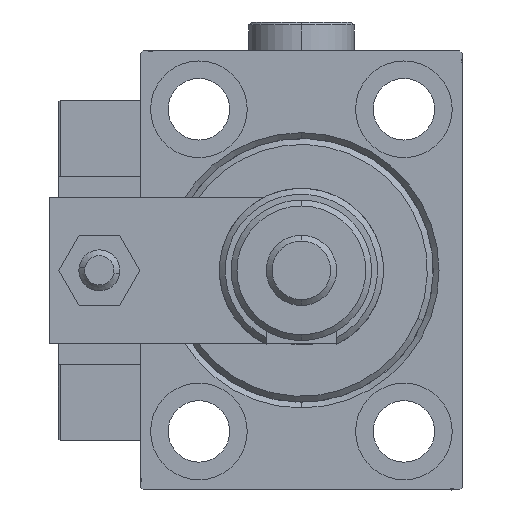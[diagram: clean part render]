
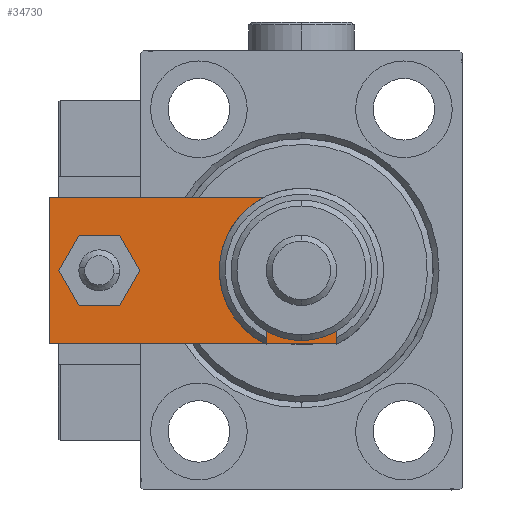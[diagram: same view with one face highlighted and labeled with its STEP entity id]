
A CAD part, left-side view. The second image highlights one B-rep face of the part: STEP entity #34730.
In plain terms, the highlighted face is planar.
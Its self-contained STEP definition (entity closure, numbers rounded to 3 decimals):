
#334 = ORIENTED_EDGE ( 'NONE', *, *, #17031, .T. ) ;
#635 = ORIENTED_EDGE ( 'NONE', *, *, #1409, .T. ) ;
#818 = EDGE_LOOP ( 'NONE', ( #7933, #19415 ) ) ;
#1409 = EDGE_CURVE ( 'NONE', #28487, #1834, #9620, .T. ) ;
#1742 = CARTESIAN_POINT ( 'NONE',  ( -12.5, 55., 6. ) ) ;
#1834 = VERTEX_POINT ( 'NONE', #34908 ) ;
#1883 = CIRCLE ( 'NONE', #26481, 8.25 ) ;
#1907 = LINE ( 'NONE', #31621, #24721 ) ;
#2674 = DIRECTION ( 'NONE',  ( 0., 0., 1. ) ) ;
#2763 = DIRECTION ( 'NONE',  ( -1., 0., 0. ) ) ;
#3321 = AXIS2_PLACEMENT_3D ( 'NONE', #50757, #51031, #13355 ) ;
#3916 = ORIENTED_EDGE ( 'NONE', *, *, #47578, .F. ) ;
#5134 = CARTESIAN_POINT ( 'NONE',  ( -3.42, -3.42, 6. ) ) ;
#5210 = VECTOR ( 'NONE', #49536, 1000. ) ;
#5482 = CARTESIAN_POINT ( 'NONE',  ( -6.84, 0., 6. ) ) ;
#6264 = EDGE_CURVE ( 'NONE', #34727, #13636, #49030, .T. ) ;
#6886 = CARTESIAN_POINT ( 'NONE',  ( 12.5, 55., 6. ) ) ;
#7545 = CARTESIAN_POINT ( 'NONE',  ( -12.5, 55., 6. ) ) ;
#7773 = CARTESIAN_POINT ( 'NONE',  ( -4., 46.5, 6. ) ) ;
#7933 = ORIENTED_EDGE ( 'NONE', *, *, #21750, .F. ) ;
#8040 = CARTESIAN_POINT ( 'NONE',  ( 0., 0., 6. ) ) ;
#8313 = ORIENTED_EDGE ( 'NONE', *, *, #51817, .T. ) ;
#9125 = DIRECTION ( 'NONE',  ( 1., 0., 0. ) ) ;
#9214 = CARTESIAN_POINT ( 'NONE',  ( 4., 46.5, 6. ) ) ;
#9345 = EDGE_CURVE ( 'NONE', #11481, #19563, #11314, .T. ) ;
#9620 = LINE ( 'NONE', #38823, #51955 ) ;
#10287 = ORIENTED_EDGE ( 'NONE', *, *, #25189, .T. ) ;
#10787 = LINE ( 'NONE', #1742, #30538 ) ;
#10954 = VECTOR ( 'NONE', #2763, 1000. ) ;
#11042 = CARTESIAN_POINT ( 'NONE',  ( 0., 46.5, 6. ) ) ;
#11186 = DIRECTION ( 'NONE',  ( 1., 0., 0. ) ) ;
#11314 = LINE ( 'NONE', #32798, #5210 ) ;
#11481 = VERTEX_POINT ( 'NONE', #52738 ) ;
#12164 = FACE_BOUND ( 'NONE', #818, .T. ) ;
#12991 = EDGE_CURVE ( 'NONE', #17098, #49454, #1883, .T. ) ;
#13355 = DIRECTION ( 'NONE',  ( 1., 0., 0. ) ) ;
#13636 = VERTEX_POINT ( 'NONE', #9214 ) ;
#14812 = EDGE_LOOP ( 'NONE', ( #8313, #17099, #635, #334, #47500, #10287 ) ) ;
#15693 = VERTEX_POINT ( 'NONE', #26765 ) ;
#17031 = EDGE_CURVE ( 'NONE', #1834, #11481, #1907, .T. ) ;
#17093 = ORIENTED_EDGE ( 'NONE', *, *, #6264, .F. ) ;
#17098 = VERTEX_POINT ( 'NONE', #36831 ) ;
#17099 = ORIENTED_EDGE ( 'NONE', *, *, #53766, .T. ) ;
#17225 = DIRECTION ( 'NONE',  ( 0.707, -0.707, 0. ) ) ;
#18512 = DIRECTION ( 'NONE',  ( 0., -1., 0. ) ) ;
#19415 = ORIENTED_EDGE ( 'NONE', *, *, #12991, .F. ) ;
#19563 = VERTEX_POINT ( 'NONE', #32102 ) ;
#20496 = AXIS2_PLACEMENT_3D ( 'NONE', #40908, #2674, #11186 ) ;
#21750 = EDGE_CURVE ( 'NONE', #49454, #17098, #44190, .T. ) ;
#21981 = VERTEX_POINT ( 'NONE', #7545 ) ;
#24721 = VECTOR ( 'NONE', #27506, 1000. ) ;
#24861 = DIRECTION ( 'NONE',  ( 0., 0., 1. ) ) ;
#25189 = EDGE_CURVE ( 'NONE', #19563, #21981, #45363, .T. ) ;
#26481 = AXIS2_PLACEMENT_3D ( 'NONE', #49066, #28183, #42719 ) ;
#26607 = CARTESIAN_POINT ( 'NONE',  ( -8.25, 12., 6. ) ) ;
#26765 = CARTESIAN_POINT ( 'NONE',  ( -12.5, 5.66, 6. ) ) ;
#26913 = AXIS2_PLACEMENT_3D ( 'NONE', #11042, #32517, #40496 ) ;
#27506 = DIRECTION ( 'NONE',  ( 0.707, 0.707, 0. ) ) ;
#28183 = DIRECTION ( 'NONE',  ( 0., 0., 1. ) ) ;
#28487 = VERTEX_POINT ( 'NONE', #5482 ) ;
#29641 = LINE ( 'NONE', #5134, #31535 ) ;
#30538 = VECTOR ( 'NONE', #18512, 1000. ) ;
#31535 = VECTOR ( 'NONE', #17225, 1000. ) ;
#31621 = CARTESIAN_POINT ( 'NONE',  ( 3.42, -3.42, 6. ) ) ;
#32102 = CARTESIAN_POINT ( 'NONE',  ( 12.5, 55., 6. ) ) ;
#32517 = DIRECTION ( 'NONE',  ( 0., 0., 1. ) ) ;
#32798 = CARTESIAN_POINT ( 'NONE',  ( 12.5, 0., 6. ) ) ;
#34689 = DIRECTION ( 'NONE',  ( 1., 0., 0. ) ) ;
#34727 = VERTEX_POINT ( 'NONE', #7773 ) ;
#34730 = ADVANCED_FACE ( 'NONE', ( #37237, #53964, #12164 ), #45714, .T. ) ;
#34908 = CARTESIAN_POINT ( 'NONE',  ( 6.84, 0., 6. ) ) ;
#36831 = CARTESIAN_POINT ( 'NONE',  ( 8.25, 12., 6. ) ) ;
#37237 = FACE_BOUND ( 'NONE', #46458, .T. ) ;
#38823 = CARTESIAN_POINT ( 'NONE',  ( -12.5, 0., 6. ) ) ;
#40496 = DIRECTION ( 'NONE',  ( 1., 0., 0. ) ) ;
#40908 = CARTESIAN_POINT ( 'NONE',  ( 0., 12., 6. ) ) ;
#42719 = DIRECTION ( 'NONE',  ( 1., 0., 0. ) ) ;
#44190 = CIRCLE ( 'NONE', #20496, 8.25 ) ;
#45363 = LINE ( 'NONE', #6886, #10954 ) ;
#45714 = PLANE ( 'NONE',  #53759 ) ;
#46458 = EDGE_LOOP ( 'NONE', ( #17093, #3916 ) ) ;
#47500 = ORIENTED_EDGE ( 'NONE', *, *, #9345, .T. ) ;
#47578 = EDGE_CURVE ( 'NONE', #13636, #34727, #49667, .T. ) ;
#49030 = CIRCLE ( 'NONE', #3321, 4. ) ;
#49066 = CARTESIAN_POINT ( 'NONE',  ( 0., 12., 6. ) ) ;
#49454 = VERTEX_POINT ( 'NONE', #26607 ) ;
#49536 = DIRECTION ( 'NONE',  ( 0., 1., 0. ) ) ;
#49667 = CIRCLE ( 'NONE', #26913, 4. ) ;
#50757 = CARTESIAN_POINT ( 'NONE',  ( 0., 46.5, 6. ) ) ;
#51031 = DIRECTION ( 'NONE',  ( 0., 0., 1. ) ) ;
#51817 = EDGE_CURVE ( 'NONE', #21981, #15693, #10787, .T. ) ;
#51955 = VECTOR ( 'NONE', #34689, 1000. ) ;
#52738 = CARTESIAN_POINT ( 'NONE',  ( 12.5, 5.66, 6. ) ) ;
#53759 = AXIS2_PLACEMENT_3D ( 'NONE', #8040, #24861, #9125 ) ;
#53766 = EDGE_CURVE ( 'NONE', #15693, #28487, #29641, .T. ) ;
#53964 = FACE_OUTER_BOUND ( 'NONE', #14812, .T. ) ;
